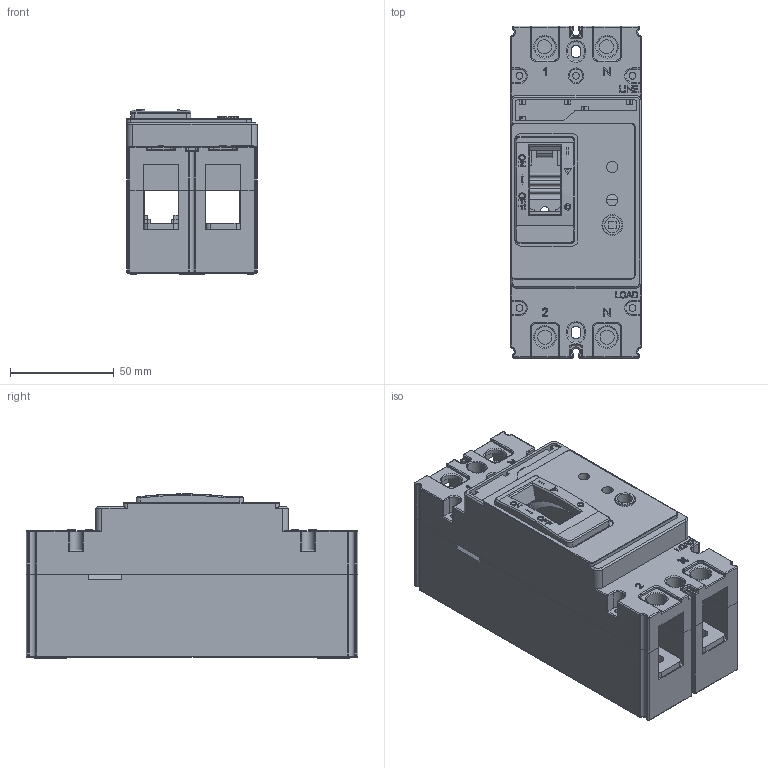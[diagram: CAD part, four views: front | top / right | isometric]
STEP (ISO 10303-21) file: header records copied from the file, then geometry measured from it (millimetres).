
FILE_DESCRIPTION(/* description */ (''),/* implementation_level */ '2;1');
FILE_NAME(/* name */ 'NXMLE-160S 2P.stp',/* time_stamp */ '2020-03-14T13:19:41+08:00',/* author */ (''),/* organization */ (''),/* preprocessor_version */ 'ST-DEVELOPER v11',/* originating_system */ 'SIEMENS PLM Software NX 7.5',/* authorisation */ '');
FILE_SCHEMA (('AUTOMOTIVE_DESIGN { 1 0 10303 214 1 1 1 1 }'));
Length unit declared in the file: millimetre
Products named in the file (1): wyduCFBB5pom
Bounding box: 63 x 160 x 79.19 mm (x, y, z)
Volume: 263034.8 mm3; surface area: 150322 mm2
Topology: 6 solids, 7 shells, 2009 faces, 5389 edges, 3408 vertices
Faces by surface type: plane 1154, cylinder 602, torus 74, sphere 66, extrusion 62, cone 30, bspline 21
Full cylindrical faces by diameter (mm): 2.9 x2, 3 x4, 3.2 x5, 3.5 x9, 4 x6, 5.2 x2, 5.3 x2, 5.5 x4, 6.2 x4, 6.5 x1, 6.8 x4, 7.3 x1, 8 x2, 9 x2, 10 x11, 13.5 x4
Entity records: 63610 total; most frequent: CARTESIAN_POINT 13648, ORIENTED_EDGE 10398, DIRECTION 10143, EDGE_CURVE 5199, VECTOR 3685, LINE 3623, VERTEX_POINT 3368, AXIS2_PLACEMENT_3D 3229
